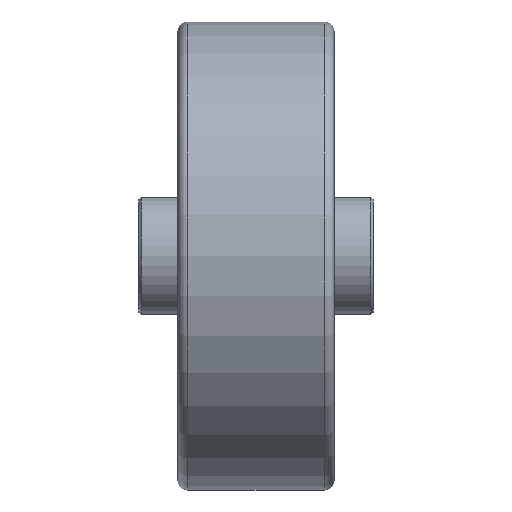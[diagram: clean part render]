
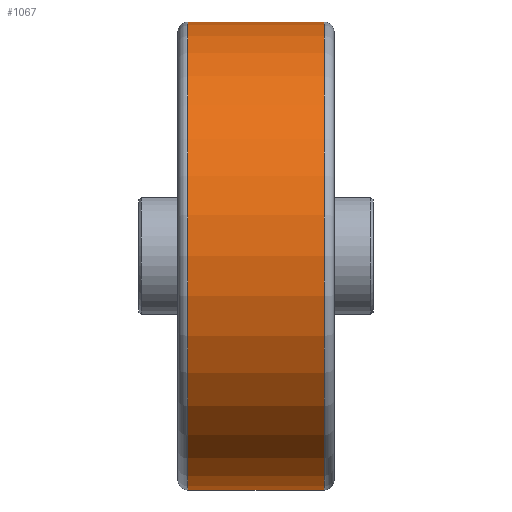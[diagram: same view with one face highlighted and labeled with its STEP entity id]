
A CAD part, top view. The second image highlights one B-rep face of the part: STEP entity #1067.
In plain terms, the highlighted cylindrical face has radius 24 mm (diameter 48 mm), a partial arc.
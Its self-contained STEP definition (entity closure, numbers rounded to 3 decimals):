
#5 = CYLINDRICAL_SURFACE ( 'NONE', #710, 24. ) ;
#147 = CARTESIAN_POINT ( 'NONE',  ( -7., -24., 0. ) ) ;
#175 = CARTESIAN_POINT ( 'NONE',  ( 0., 24., 0. ) ) ;
#227 = VECTOR ( 'NONE', #574, 1000. ) ;
#330 = FACE_OUTER_BOUND ( 'NONE', #1275, .T. ) ;
#351 = DIRECTION ( 'NONE',  ( 0., 1., 0. ) ) ;
#360 = CARTESIAN_POINT ( 'NONE',  ( -7., 24., 0. ) ) ;
#377 = VERTEX_POINT ( 'NONE', #1010 ) ;
#393 = VERTEX_POINT ( 'NONE', #360 ) ;
#410 = EDGE_CURVE ( 'NONE', #1086, #377, #1013, .T. ) ;
#463 = DIRECTION ( 'NONE',  ( 0., 1., 0. ) ) ;
#531 = AXIS2_PLACEMENT_3D ( 'NONE', #1716, #1291, #463 ) ;
#558 = EDGE_CURVE ( 'NONE', #393, #1536, #965, .T. ) ;
#560 = DIRECTION ( 'NONE',  ( 1., 0., 0. ) ) ;
#574 = DIRECTION ( 'NONE',  ( 1., 0., 0. ) ) ;
#583 = CARTESIAN_POINT ( 'NONE',  ( 0., -24., 0. ) ) ;
#628 = CARTESIAN_POINT ( 'NONE',  ( 7., 0., 0. ) ) ;
#639 = ORIENTED_EDGE ( 'NONE', *, *, #558, .T. ) ;
#693 = EDGE_CURVE ( 'NONE', #1536, #377, #1738, .T. ) ;
#710 = AXIS2_PLACEMENT_3D ( 'NONE', #833, #560, #1666 ) ;
#724 = CARTESIAN_POINT ( 'NONE',  ( 7., 24., 0. ) ) ;
#833 = CARTESIAN_POINT ( 'NONE',  ( 0., 0., 0. ) ) ;
#842 = AXIS2_PLACEMENT_3D ( 'NONE', #628, #1713, #351 ) ;
#867 = DIRECTION ( 'NONE',  ( 1., 0., 0. ) ) ;
#873 = LINE ( 'NONE', #175, #227 ) ;
#965 = CIRCLE ( 'NONE', #531, 24. ) ;
#1010 = CARTESIAN_POINT ( 'NONE',  ( 7., -24., 0. ) ) ;
#1013 = CIRCLE ( 'NONE', #842, 24. ) ;
#1067 = ADVANCED_FACE ( 'NONE', ( #330 ), #5, .T. ) ;
#1079 = EDGE_CURVE ( 'NONE', #393, #1086, #873, .T. ) ;
#1086 = VERTEX_POINT ( 'NONE', #724 ) ;
#1178 = ORIENTED_EDGE ( 'NONE', *, *, #410, .F. ) ;
#1275 = EDGE_LOOP ( 'NONE', ( #639, #1749, #1178, #1551 ) ) ;
#1283 = VECTOR ( 'NONE', #867, 1000. ) ;
#1291 = DIRECTION ( 'NONE',  ( 1., 0., 0. ) ) ;
#1536 = VERTEX_POINT ( 'NONE', #147 ) ;
#1551 = ORIENTED_EDGE ( 'NONE', *, *, #1079, .F. ) ;
#1666 = DIRECTION ( 'NONE',  ( 0., 1., 0. ) ) ;
#1713 = DIRECTION ( 'NONE',  ( 1., 0., 0. ) ) ;
#1716 = CARTESIAN_POINT ( 'NONE',  ( -7., 0., 0. ) ) ;
#1738 = LINE ( 'NONE', #583, #1283 ) ;
#1749 = ORIENTED_EDGE ( 'NONE', *, *, #693, .T. ) ;
